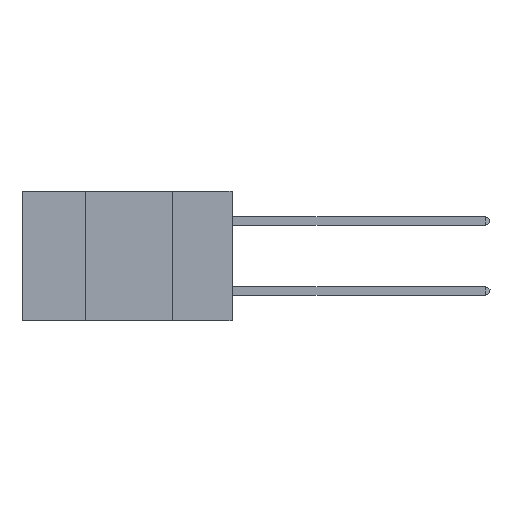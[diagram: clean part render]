
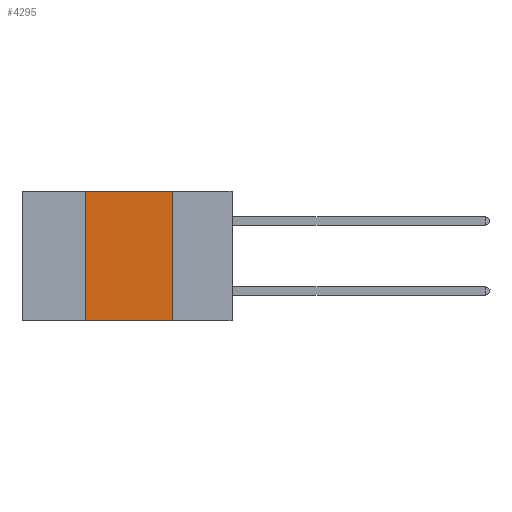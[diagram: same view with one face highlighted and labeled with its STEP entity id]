
A CAD part, left-side view. The second image highlights one B-rep face of the part: STEP entity #4295.
In plain terms, the highlighted planar face has unit normal (-1, 0, 0).
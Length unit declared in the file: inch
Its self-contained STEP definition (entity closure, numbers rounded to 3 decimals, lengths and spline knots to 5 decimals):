
#230 = LINE ( 'NONE', #10083, #5922 ) ;
#462 = EDGE_CURVE ( 'NONE', #5007, #7107, #4226, .T. ) ;
#804 = CARTESIAN_POINT ( 'NONE',  ( 0., 0.42, 0. ) ) ;
#858 = CARTESIAN_POINT ( 'NONE',  ( 0., 0.6, 0. ) ) ;
#1097 = CARTESIAN_POINT ( 'NONE',  ( 0., 0.42, -0.37 ) ) ;
#1816 = DIRECTION ( 'NONE',  ( 0., 0., -1. ) ) ;
#1848 = EDGE_LOOP ( 'NONE', ( #7425, #12001, #2926, #10413 ) ) ;
#2570 = CARTESIAN_POINT ( 'NONE',  ( 0., 0.17, 0. ) ) ;
#2824 = CARTESIAN_POINT ( 'NONE',  ( 0., 0.42, 0. ) ) ;
#2926 = ORIENTED_EDGE ( 'NONE', *, *, #462, .F. ) ;
#3379 = DIRECTION ( 'NONE',  ( 0., -1., 0. ) ) ;
#4109 = LINE ( 'NONE', #7146, #11966 ) ;
#4119 = EDGE_CURVE ( 'NONE', #5007, #9508, #230, .T. ) ;
#4226 = LINE ( 'NONE', #2824, #7986 ) ;
#4295 = ADVANCED_FACE ( 'NONE', ( #7274 ), #11313, .F. ) ;
#5007 = VERTEX_POINT ( 'NONE', #1097 ) ;
#5126 = EDGE_CURVE ( 'NONE', #7107, #8403, #4109, .T. ) ;
#5241 = DIRECTION ( 'NONE',  ( 0., -1., 0. ) ) ;
#5922 = VECTOR ( 'NONE', #3379, 39.37008 ) ;
#5974 = VECTOR ( 'NONE', #7115, 39.37008 ) ;
#6025 = AXIS2_PLACEMENT_3D ( 'NONE', #858, #11396, #1816 ) ;
#7033 = LINE ( 'NONE', #11974, #5974 ) ;
#7107 = VERTEX_POINT ( 'NONE', #804 ) ;
#7115 = DIRECTION ( 'NONE',  ( 0., 0., -1. ) ) ;
#7146 = CARTESIAN_POINT ( 'NONE',  ( 0., 0.6, 0. ) ) ;
#7274 = FACE_OUTER_BOUND ( 'NONE', #1848, .T. ) ;
#7425 = ORIENTED_EDGE ( 'NONE', *, *, #8377, .F. ) ;
#7608 = DIRECTION ( 'NONE',  ( 0., 0., 1. ) ) ;
#7986 = VECTOR ( 'NONE', #7608, 39.37008 ) ;
#8377 = EDGE_CURVE ( 'NONE', #8403, #9508, #7033, .T. ) ;
#8403 = VERTEX_POINT ( 'NONE', #2570 ) ;
#9508 = VERTEX_POINT ( 'NONE', #10717 ) ;
#10083 = CARTESIAN_POINT ( 'NONE',  ( 0., 0.6, -0.37 ) ) ;
#10413 = ORIENTED_EDGE ( 'NONE', *, *, #4119, .T. ) ;
#10717 = CARTESIAN_POINT ( 'NONE',  ( 0., 0.17, -0.37 ) ) ;
#11313 = PLANE ( 'NONE',  #6025 ) ;
#11396 = DIRECTION ( 'NONE',  ( 1., 0., 0. ) ) ;
#11966 = VECTOR ( 'NONE', #5241, 39.37008 ) ;
#11974 = CARTESIAN_POINT ( 'NONE',  ( 0., 0.17, 0. ) ) ;
#12001 = ORIENTED_EDGE ( 'NONE', *, *, #5126, .F. ) ;
